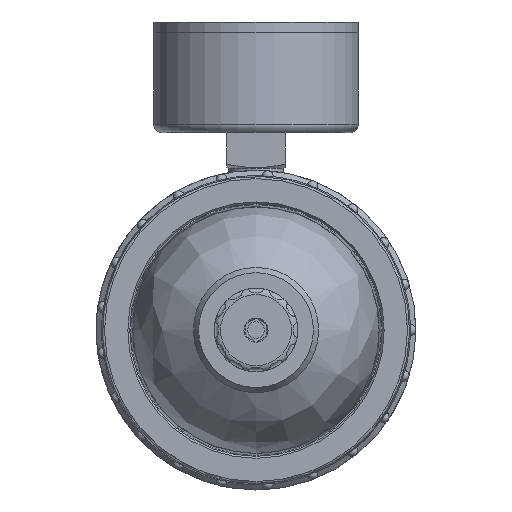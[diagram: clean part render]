
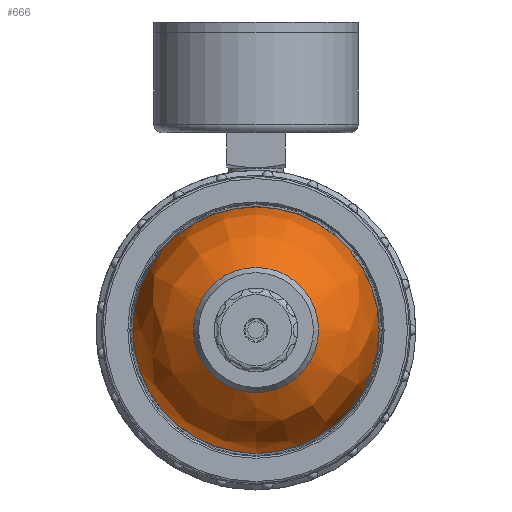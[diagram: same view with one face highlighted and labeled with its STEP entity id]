
A CAD part, front view. The second image highlights one B-rep face of the part: STEP entity #666.
In plain terms, the highlighted free-form (B-spline) face has degree [3, 3] with [4, 7] control points.
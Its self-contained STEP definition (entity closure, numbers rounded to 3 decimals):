
#666 = ADVANCED_FACE( '', ( #1716, #1717 ), #1718, .T. );
#1716 = FACE_OUTER_BOUND( '', #2790, .T. );
#1717 = FACE_OUTER_BOUND( '', #2791, .T. );
#1718 = ( BOUNDED_SURFACE(  )B_SPLINE_SURFACE( 3, 3, ( ( #2794, #2795, #2796, #2797, #2798, #2799, #2800 ), ( #2801, #2802, #2803, #2804, #2805, #2806, #2807 ), ( #2808, #2809, #2810, #2811, #2812, #2813, #2814 ), ( #2815, #2816, #2817, #2818, #2819, #2820, #2821 ) ), .UNSPECIFIED., .F., .T., .F. )B_SPLINE_SURFACE_WITH_KNOTS( ( 4, 4 ), ( 4, 3, 4 ), ( 0., 6.283 ), ( 0.013, 0.575, 1.137 ), .UNSPECIFIED. )GEOMETRIC_REPRESENTATION_ITEM(  )RATIONAL_B_SPLINE_SURFACE( ( ( 1., 0.333, 0.333, 1., 0.333, 0.333, 1. ), ( 0.897, 0.299, 0.299, 0.897, 0.299, 0.299, 0.897 ), ( 0.897, 0.299, 0.299, 0.897, 0.299, 0.299, 0.897 ), ( 1., 0.333, 0.333, 1., 0.333, 0.333, 1. ) ) )REPRESENTATION_ITEM( '' )SURFACE(  ) );
#2790 = EDGE_LOOP( '', ( #6522 ) );
#2791 = EDGE_LOOP( '', ( #6523 ) );
#2794 = CARTESIAN_POINT( '', ( 0., -94.5, -15. ) );
#2795 = CARTESIAN_POINT( '', ( 30., -94.5, -15. ) );
#2796 = CARTESIAN_POINT( '', ( 30., -94.5, 15. ) );
#2797 = CARTESIAN_POINT( '', ( 0., -94.5, 15. ) );
#2798 = CARTESIAN_POINT( '', ( -30., -94.5, 15. ) );
#2799 = CARTESIAN_POINT( '', ( -30., -94.5, -15. ) );
#2800 = CARTESIAN_POINT( '', ( 0., -94.5, -15. ) );
#2801 = CARTESIAN_POINT( '', ( 0., -90.342, -23.984 ) );
#2802 = CARTESIAN_POINT( '', ( 47.968, -90.342, -23.984 ) );
#2803 = CARTESIAN_POINT( '', ( 47.968, -90.342, 23.984 ) );
#2804 = CARTESIAN_POINT( '', ( 0., -90.342, 23.984 ) );
#2805 = CARTESIAN_POINT( '', ( -47.968, -90.342, 23.984 ) );
#2806 = CARTESIAN_POINT( '', ( -47.968, -90.342, -23.984 ) );
#2807 = CARTESIAN_POINT( '', ( 0., -90.342, -23.984 ) );
#2808 = CARTESIAN_POINT( '', ( 0., -82.035, -29.369 ) );
#2809 = CARTESIAN_POINT( '', ( 58.739, -82.035, -29.369 ) );
#2810 = CARTESIAN_POINT( '', ( 58.739, -82.035, 29.369 ) );
#2811 = CARTESIAN_POINT( '', ( 0., -82.035, 29.369 ) );
#2812 = CARTESIAN_POINT( '', ( -58.739, -82.035, 29.369 ) );
#2813 = CARTESIAN_POINT( '', ( -58.739, -82.035, -29.369 ) );
#2814 = CARTESIAN_POINT( '', ( 0., -82.035, -29.369 ) );
#2815 = CARTESIAN_POINT( '', ( 0., -72.137, -29.498 ) );
#2816 = CARTESIAN_POINT( '', ( 58.996, -72.137, -29.498 ) );
#2817 = CARTESIAN_POINT( '', ( 58.996, -72.137, 29.498 ) );
#2818 = CARTESIAN_POINT( '', ( 0., -72.137, 29.498 ) );
#2819 = CARTESIAN_POINT( '', ( -58.996, -72.137, 29.498 ) );
#2820 = CARTESIAN_POINT( '', ( -58.996, -72.137, -29.498 ) );
#2821 = CARTESIAN_POINT( '', ( 0., -72.137, -29.498 ) );
#6522 = ORIENTED_EDGE( '', *, *, #7840, .T. );
#6523 = ORIENTED_EDGE( '', *, *, #7839, .F. );
#7839 = EDGE_CURVE( '', #9790, #9790, #9791, .T. );
#7840 = EDGE_CURVE( '', #9792, #9792, #9793, .T. );
#9790 = VERTEX_POINT( '', #14137 );
#9791 = CIRCLE( '', #14138, 15. );
#9792 = VERTEX_POINT( '', #14139 );
#9793 = CIRCLE( '', #14140, 29.498 );
#14137 = CARTESIAN_POINT( '', ( 0., -94.5, -15. ) );
#14138 = AXIS2_PLACEMENT_3D( '', #15916, #15917, #15918 );
#14139 = CARTESIAN_POINT( '', ( 0., -72.137, -29.498 ) );
#14140 = AXIS2_PLACEMENT_3D( '', #15919, #15920, #15921 );
#15916 = CARTESIAN_POINT( '', ( 0., -94.5, 0. ) );
#15917 = DIRECTION( '', ( 0., -1., 0. ) );
#15918 = DIRECTION( '', ( 0., 0., -1. ) );
#15919 = CARTESIAN_POINT( '', ( 0., -72.137, 0. ) );
#15920 = DIRECTION( '', ( 0., -1., 0. ) );
#15921 = DIRECTION( '', ( 0., 0., -1. ) );
